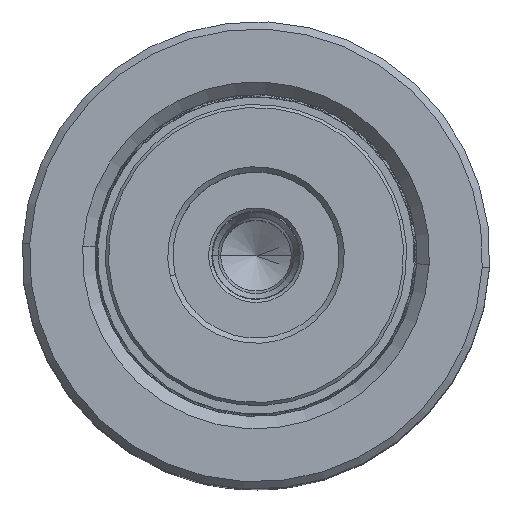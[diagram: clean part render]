
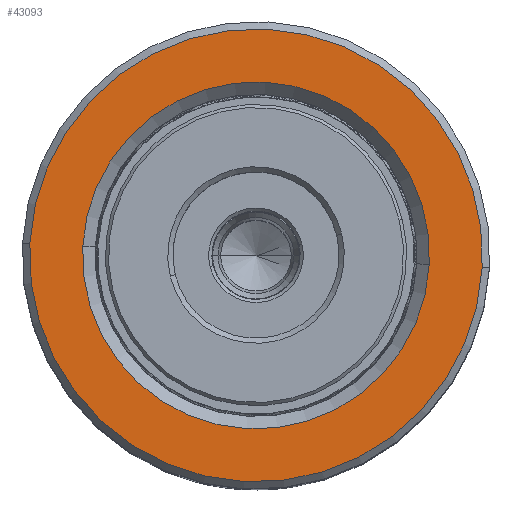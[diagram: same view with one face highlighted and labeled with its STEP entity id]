
A CAD part, top view. The second image highlights one B-rep face of the part: STEP entity #43093.
In plain terms, the highlighted planar face has unit normal (0, 0, 1).
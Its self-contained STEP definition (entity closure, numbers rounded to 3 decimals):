
#1451 = DIRECTION ( 'NONE',  ( 1., 0., 0. ) ) ;
#1918 = FACE_OUTER_BOUND ( 'NONE', #29397, .T. ) ;
#2912 = DIRECTION ( 'NONE',  ( 0., 0., 1. ) ) ;
#3584 = CARTESIAN_POINT ( 'NONE',  ( -16.7, 0., 60. ) ) ;
#4718 = CARTESIAN_POINT ( 'NONE',  ( 0., 0., 60. ) ) ;
#5155 = PLANE ( 'NONE',  #44702 ) ;
#6295 = DIRECTION ( 'NONE',  ( 1., 0., 0. ) ) ;
#7477 = CIRCLE ( 'NONE', #37180, 16.7 ) ;
#8622 = ORIENTED_EDGE ( 'NONE', *, *, #28029, .T. ) ;
#10861 = ORIENTED_EDGE ( 'NONE', *, *, #22415, .T. ) ;
#16022 = EDGE_CURVE ( 'NONE', #40828, #26828, #44117, .T. ) ;
#16363 = CARTESIAN_POINT ( 'NONE',  ( 16.7, 0., 60. ) ) ;
#16379 = DIRECTION ( 'NONE',  ( 1., 0., 0. ) ) ;
#17550 = EDGE_LOOP ( 'NONE', ( #40032, #8622 ) ) ;
#18287 = CARTESIAN_POINT ( 'NONE',  ( 0., 0., 60. ) ) ;
#18867 = DIRECTION ( 'NONE',  ( 0., 0., 1. ) ) ;
#20581 = VERTEX_POINT ( 'NONE', #16363 ) ;
#20660 = DIRECTION ( 'NONE',  ( 0., 0., -1. ) ) ;
#22415 = EDGE_CURVE ( 'NONE', #26828, #40828, #40434, .T. ) ;
#22546 = AXIS2_PLACEMENT_3D ( 'NONE', #38036, #2912, #16379 ) ;
#22600 = AXIS2_PLACEMENT_3D ( 'NONE', #18287, #20660, #6295 ) ;
#24534 = EDGE_CURVE ( 'NONE', #20581, #42932, #24849, .T. ) ;
#24849 = CIRCLE ( 'NONE', #22600, 16.7 ) ;
#25543 = AXIS2_PLACEMENT_3D ( 'NONE', #38323, #42260, #45279 ) ;
#26828 = VERTEX_POINT ( 'NONE', #27812 ) ;
#27812 = CARTESIAN_POINT ( 'NONE',  ( 21.8, 0., 60. ) ) ;
#28029 = EDGE_CURVE ( 'NONE', #42932, #20581, #7477, .T. ) ;
#29397 = EDGE_LOOP ( 'NONE', ( #42550, #10861 ) ) ;
#34783 = CARTESIAN_POINT ( 'NONE',  ( -21.8, 0., 60. ) ) ;
#37180 = AXIS2_PLACEMENT_3D ( 'NONE', #45027, #41541, #45255 ) ;
#38036 = CARTESIAN_POINT ( 'NONE',  ( 0., 0., 60. ) ) ;
#38323 = CARTESIAN_POINT ( 'NONE',  ( 0., 0., 60. ) ) ;
#40032 = ORIENTED_EDGE ( 'NONE', *, *, #24534, .T. ) ;
#40434 = CIRCLE ( 'NONE', #25543, 21.8 ) ;
#40828 = VERTEX_POINT ( 'NONE', #34783 ) ;
#41541 = DIRECTION ( 'NONE',  ( 0., 0., -1. ) ) ;
#42260 = DIRECTION ( 'NONE',  ( 0., 0., 1. ) ) ;
#42550 = ORIENTED_EDGE ( 'NONE', *, *, #16022, .T. ) ;
#42932 = VERTEX_POINT ( 'NONE', #3584 ) ;
#43093 = ADVANCED_FACE ( 'NONE', ( #1918, #44450 ), #5155, .T. ) ;
#44117 = CIRCLE ( 'NONE', #22546, 21.8 ) ;
#44450 = FACE_BOUND ( 'NONE', #17550, .T. ) ;
#44702 = AXIS2_PLACEMENT_3D ( 'NONE', #4718, #18867, #1451 ) ;
#45027 = CARTESIAN_POINT ( 'NONE',  ( 0., 0., 60. ) ) ;
#45255 = DIRECTION ( 'NONE',  ( 1., 0., 0. ) ) ;
#45279 = DIRECTION ( 'NONE',  ( 1., 0., 0. ) ) ;
